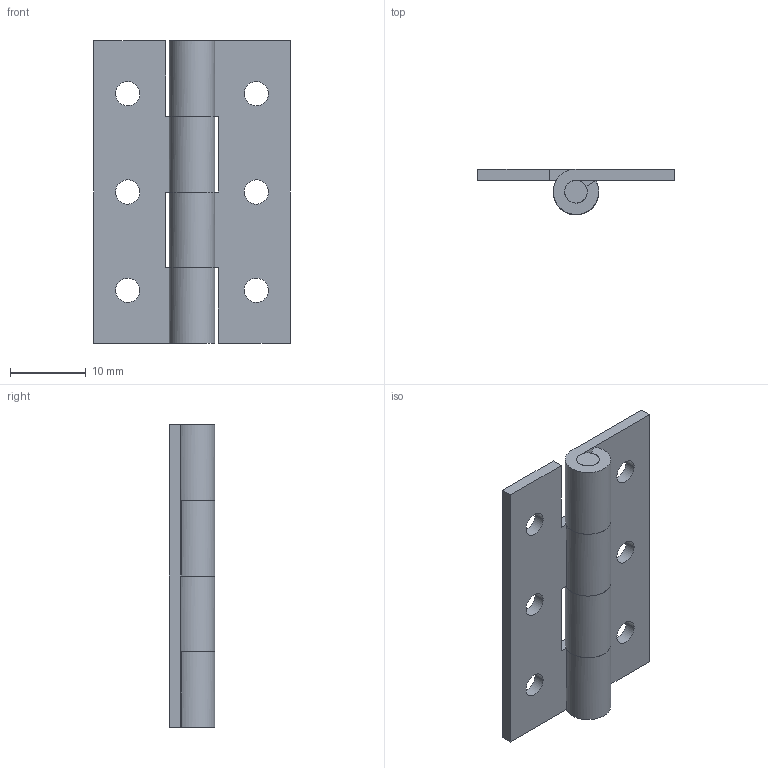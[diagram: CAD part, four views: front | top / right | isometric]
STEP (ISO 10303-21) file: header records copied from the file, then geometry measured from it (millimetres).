
FILE_DESCRIPTION((''),'2;1');
FILE_NAME('','2005-04-20T10:50:22',(''),(''),'','CADfix','');
FILE_SCHEMA(('AUTOMOTIVE_DESIGN'));
Length unit declared in the file: millimetre
Products named in the file (4): hinge piece_B; hinge piece_A; shaft; TH_TM_5_23832_36
Assembly tree (3 placements, depth 2):
  TH_TM_5_23832_36
    hinge piece_B
    hinge piece_A
    shaft
Bounding box: 26 x 6 x 40 mm (x, y, z)
Volume: 2265.1 mm3; surface area: 3604.3 mm2
Topology: 3 solids, 3 shells, 48 faces, 154 edges, 112 vertices
Faces by surface type: bspline 48
Entity records: 1975 total; most frequent: CARTESIAN_POINT 1018, ORIENTED_EDGE 308, EDGE_CURVE 154, VERTEX_POINT 112, QUASI_UNIFORM_CURVE 82, EDGE_LOOP 60, FACE_OUTER_BOUND 48, ADVANCED_FACE 48
